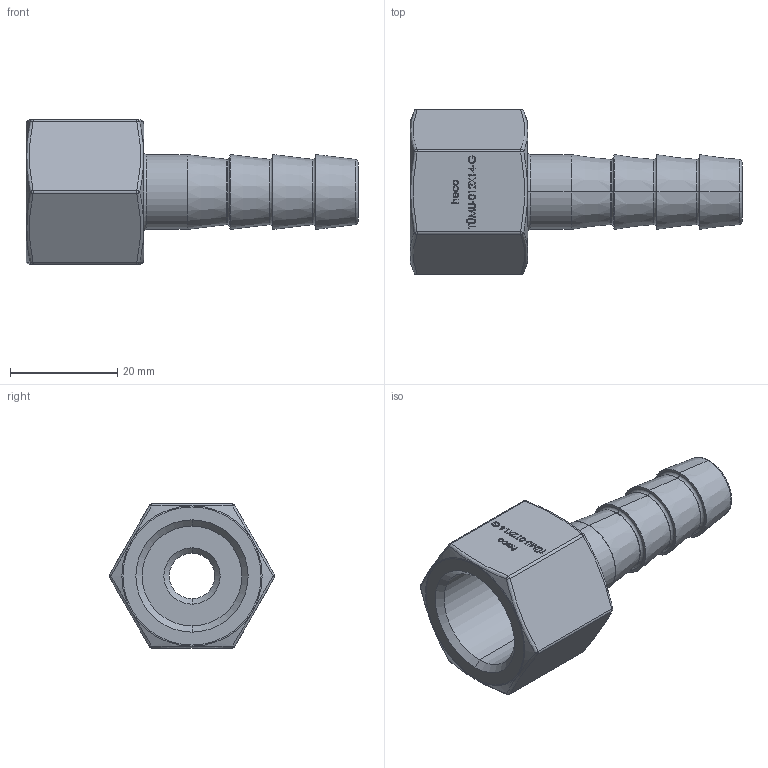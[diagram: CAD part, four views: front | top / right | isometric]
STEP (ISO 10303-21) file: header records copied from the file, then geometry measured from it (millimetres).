
FILE_DESCRIPTION (( 'STEP AP214' ), '1' );
FILE_NAME ('TÜMU-012X14-x Schlauchtülle mit Innengewinde.STEP', '2018-06-05T15:02:29', ( '' ), ( '' ), 'SwSTEP 2.0', 'SolidWorks 2016', '' );
FILE_SCHEMA (( 'AUTOMOTIVE_DESIGN' ));
Length unit declared in the file: millimetre
Products named in the file (1): TÜMU-012X14-x Schlauchtülle mit Innengewinde
Bounding box: 62 x 30.99 x 27 mm (x, y, z)
Volume: 12092.6 mm3; surface area: 6948.9 mm2
Topology: 1 solids, 1 shells, 297 faces, 740 edges, 466 vertices
Faces by surface type: plane 134, bspline 93, cone 24, torus 22, cylinder 12, sphere 12
Entity records: 15745 total; most frequent: CARTESIAN_POINT 7061, ORIENTED_EDGE 1464, DIRECTION 1068, EDGE_CURVE 732, VERTEX_POINT 462, LINE 426, VECTOR 426, EDGE_LOOP 324
